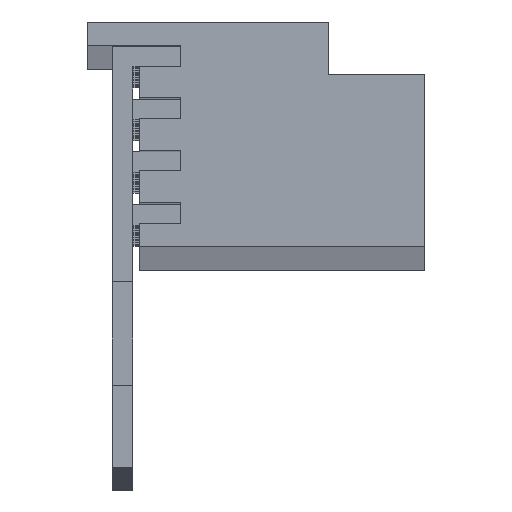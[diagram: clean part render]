
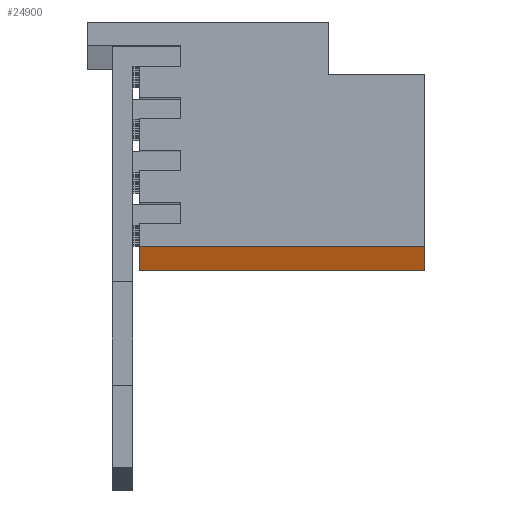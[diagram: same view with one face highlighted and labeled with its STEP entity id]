
A CAD part, top view. The second image highlights one B-rep face of the part: STEP entity #24900.
In plain terms, the highlighted planar face has unit normal (0, -1, 0).
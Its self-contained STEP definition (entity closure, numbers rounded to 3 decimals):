
#628 = CARTESIAN_POINT ( 'NONE',  ( 10.35, -8.15, 500. ) ) ;
#2422 = DIRECTION ( 'NONE',  ( 0., 0., -1. ) ) ;
#2899 = DIRECTION ( 'NONE',  ( 0., 0., -1. ) ) ;
#3183 = PLANE ( 'NONE',  #21110 ) ;
#4091 = LINE ( 'NONE', #628, #15384 ) ;
#4916 = VECTOR ( 'NONE', #11654, 1000. ) ;
#5445 = DIRECTION ( 'NONE',  ( 0., 0., 1. ) ) ;
#5603 = LINE ( 'NONE', #25687, #15501 ) ;
#6564 = CARTESIAN_POINT ( 'NONE',  ( 10.35, -8.15, -500. ) ) ;
#7454 = VERTEX_POINT ( 'NONE', #17153 ) ;
#7959 = FACE_OUTER_BOUND ( 'NONE', #8354, .T. ) ;
#8354 = EDGE_LOOP ( 'NONE', ( #12283, #9772, #24104, #17102 ) ) ;
#9772 = ORIENTED_EDGE ( 'NONE', *, *, #24795, .F. ) ;
#11188 = CARTESIAN_POINT ( 'NONE',  ( -10.35, -8.15, -500. ) ) ;
#11654 = DIRECTION ( 'NONE',  ( 1., 0., 0. ) ) ;
#12150 = VECTOR ( 'NONE', #2422, 1000. ) ;
#12283 = ORIENTED_EDGE ( 'NONE', *, *, #28192, .T. ) ;
#12505 = EDGE_CURVE ( 'NONE', #27304, #23995, #13554, .T. ) ;
#13554 = LINE ( 'NONE', #18236, #12150 ) ;
#15384 = VECTOR ( 'NONE', #2899, 1000. ) ;
#15501 = VECTOR ( 'NONE', #27964, 1000. ) ;
#16701 = CARTESIAN_POINT ( 'NONE',  ( -10.35, -8.15, 500. ) ) ;
#17102 = ORIENTED_EDGE ( 'NONE', *, *, #12505, .T. ) ;
#17153 = CARTESIAN_POINT ( 'NONE',  ( 10.35, -8.15, 500. ) ) ;
#18236 = CARTESIAN_POINT ( 'NONE',  ( -10.35, -8.15, 500. ) ) ;
#18980 = DIRECTION ( 'NONE',  ( 0., 1., 0. ) ) ;
#21110 = AXIS2_PLACEMENT_3D ( 'NONE', #16701, #18980, #5445 ) ;
#22872 = CARTESIAN_POINT ( 'NONE',  ( -10.35, -8.15, 500. ) ) ;
#22983 = CARTESIAN_POINT ( 'NONE',  ( -10.35, -8.15, -500. ) ) ;
#23995 = VERTEX_POINT ( 'NONE', #11188 ) ;
#24104 = ORIENTED_EDGE ( 'NONE', *, *, #28799, .F. ) ;
#24795 = EDGE_CURVE ( 'NONE', #7454, #26640, #4091, .T. ) ;
#24900 = ADVANCED_FACE ( 'NONE', ( #7959 ), #3183, .F. ) ;
#25687 = CARTESIAN_POINT ( 'NONE',  ( -10.35, -8.15, 500. ) ) ;
#26640 = VERTEX_POINT ( 'NONE', #6564 ) ;
#27304 = VERTEX_POINT ( 'NONE', #22872 ) ;
#27964 = DIRECTION ( 'NONE',  ( 1., 0., 0. ) ) ;
#28192 = EDGE_CURVE ( 'NONE', #23995, #26640, #28953, .T. ) ;
#28799 = EDGE_CURVE ( 'NONE', #27304, #7454, #5603, .T. ) ;
#28953 = LINE ( 'NONE', #22983, #4916 ) ;
